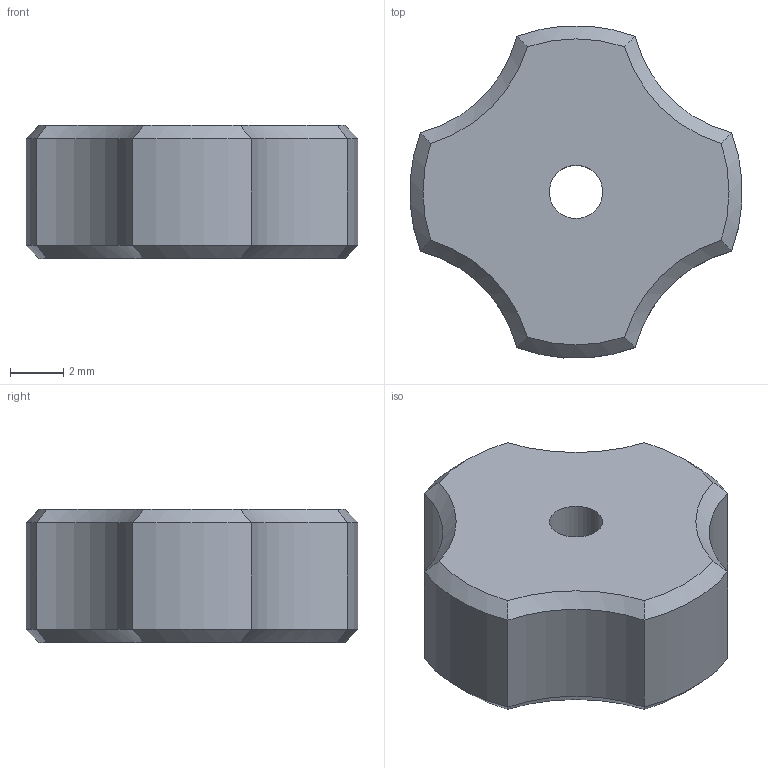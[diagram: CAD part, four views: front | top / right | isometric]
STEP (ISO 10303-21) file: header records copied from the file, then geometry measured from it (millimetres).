
FILE_DESCRIPTION(('FreeCAD Model'),'2;1');
FILE_NAME('Open CASCADE Shape Model','2024-10-25T22:57:21',(''),(''), 'Open CASCADE STEP processor 7.7','FreeCAD','Unknown');
FILE_SCHEMA(('AUTOMOTIVE_DESIGN { 1 0 10303 214 1 1 1 1 }'));
Length unit declared in the file: millimetre
Products named in the file (1): STEMFIE Construction Standard - Template - Nut and Fastener STEMFIE 
Head BU01x5mm - SCS-TPL-0010 (stemfie.org)
Bounding box: 12.47 x 12.47 x 5 mm (x, y, z)
Volume: 502 mm3; surface area: 410.4 mm2
Topology: 1 solids, 1 shells, 27 faces, 59 edges, 34 vertices
Faces by surface type: cone 16, cylinder 9, plane 2
Full cylindrical faces by diameter (mm): 2 x1
Entity records: 781 total; most frequent: DIRECTION 165, CARTESIAN_POINT 121, ORIENTED_EDGE 118, AXIS2_PLACEMENT_3D 78, EDGE_CURVE 59, VERTEX_POINT 34, CIRCLE 34, FACE_BOUND 29
